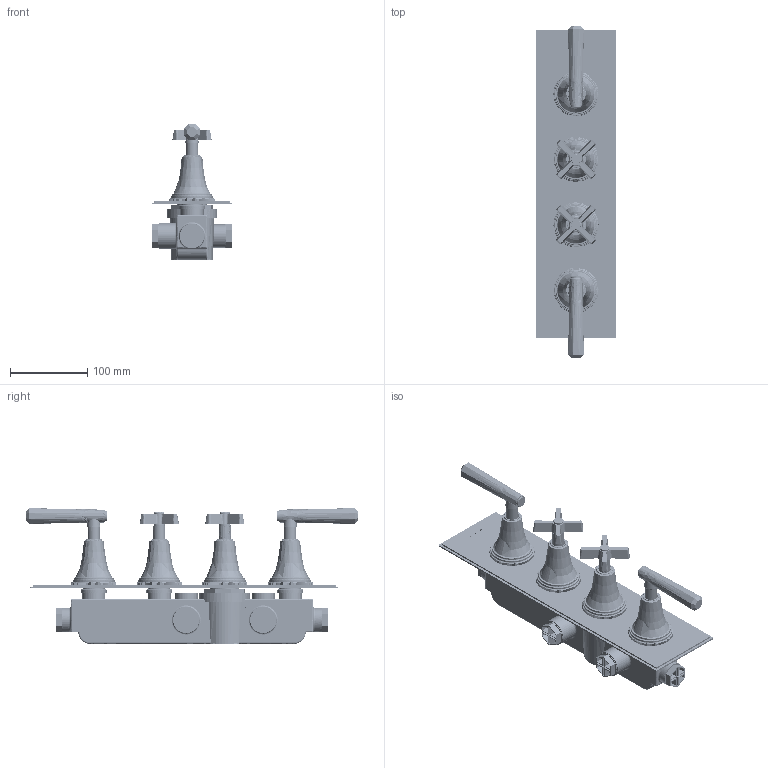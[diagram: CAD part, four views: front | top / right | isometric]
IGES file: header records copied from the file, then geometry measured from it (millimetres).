
Global section: file name: V606-TBCR CCR; native system: Autodesk Inventor 2020; preprocessor: unknown; author: rclarke; date: 20210813.091225; units: millimetre
Bounding box: 105 x 431 x 176.17 mm (x, y, z)
Volume: 1332921.7 mm3; surface area: 482723.4 mm2
Topology: 99 solids, 116 shells, 6028 faces, 15159 edges, 9569 vertices
Faces by surface type: bspline 6028
